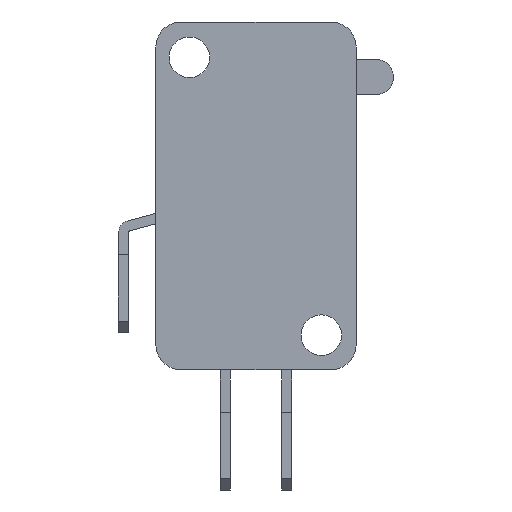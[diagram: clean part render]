
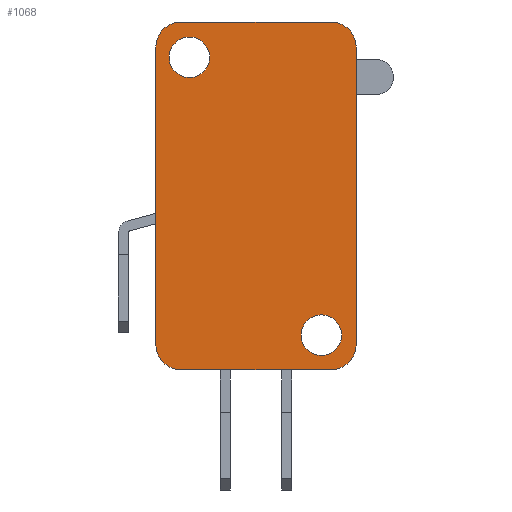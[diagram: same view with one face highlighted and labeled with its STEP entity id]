
A CAD part, left-side view. The second image highlights one B-rep face of the part: STEP entity #1068.
In plain terms, the highlighted planar face has unit normal (-1, 0, 0).
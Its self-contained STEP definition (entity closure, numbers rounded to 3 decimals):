
#21=FACE_BOUND('',#149,.T.);
#22=FACE_BOUND('',#150,.T.);
#35=PLANE('',#1159);
#85=FACE_OUTER_BOUND('',#148,.T.);
#148=EDGE_LOOP('',(#805,#806,#807,#808,#809,#810,#811,#812));
#149=EDGE_LOOP('',(#813));
#150=EDGE_LOOP('',(#814));
#207=LINE('',#1542,#336);
#219=LINE('',#1568,#348);
#233=LINE('',#1597,#362);
#239=LINE('',#1610,#368);
#336=VECTOR('',#1254,1000.);
#348=VECTOR('',#1270,1000.);
#362=VECTOR('',#1286,1000.);
#368=VECTOR('',#1294,1000.);
#460=CIRCLE('',#1135,1.625);
#462=CIRCLE('',#1138,1.625);
#474=CIRCLE('',#1160,2.);
#475=CIRCLE('',#1161,2.);
#476=CIRCLE('',#1162,2.);
#477=CIRCLE('',#1163,2.);
#484=VERTEX_POINT('',#1510);
#486=VERTEX_POINT('',#1516);
#494=VERTEX_POINT('',#1540);
#495=VERTEX_POINT('',#1541);
#506=VERTEX_POINT('',#1566);
#507=VERTEX_POINT('',#1567);
#520=VERTEX_POINT('',#1594);
#521=VERTEX_POINT('',#1596);
#526=VERTEX_POINT('',#1608);
#527=VERTEX_POINT('',#1609);
#586=EDGE_CURVE('',#484,#484,#460,.T.);
#589=EDGE_CURVE('',#486,#486,#462,.T.);
#601=EDGE_CURVE('',#494,#495,#207,.T.);
#613=EDGE_CURVE('',#506,#507,#219,.T.);
#627=EDGE_CURVE('',#520,#521,#233,.T.);
#633=EDGE_CURVE('',#526,#527,#239,.T.);
#641=EDGE_CURVE('',#520,#507,#474,.T.);
#642=EDGE_CURVE('',#506,#495,#475,.T.);
#643=EDGE_CURVE('',#494,#527,#476,.T.);
#644=EDGE_CURVE('',#526,#521,#477,.T.);
#805=ORIENTED_EDGE('',*,*,#627,.F.);
#806=ORIENTED_EDGE('',*,*,#641,.T.);
#807=ORIENTED_EDGE('',*,*,#613,.F.);
#808=ORIENTED_EDGE('',*,*,#642,.T.);
#809=ORIENTED_EDGE('',*,*,#601,.F.);
#810=ORIENTED_EDGE('',*,*,#643,.T.);
#811=ORIENTED_EDGE('',*,*,#633,.F.);
#812=ORIENTED_EDGE('',*,*,#644,.T.);
#813=ORIENTED_EDGE('',*,*,#586,.T.);
#814=ORIENTED_EDGE('',*,*,#589,.T.);
#1068=ADVANCED_FACE('',(#85,#21,#22),#35,.F.);
#1135=AXIS2_PLACEMENT_3D('',#1511,#1219,#1220);
#1138=AXIS2_PLACEMENT_3D('',#1517,#1226,#1227);
#1159=AXIS2_PLACEMENT_3D('',#1621,#1308,#1309);
#1160=AXIS2_PLACEMENT_3D('',#1622,#1310,#1311);
#1161=AXIS2_PLACEMENT_3D('',#1623,#1312,#1313);
#1162=AXIS2_PLACEMENT_3D('',#1624,#1314,#1315);
#1163=AXIS2_PLACEMENT_3D('',#1625,#1316,#1317);
#1219=DIRECTION('center_axis',(1.,0.,0.));
#1220=DIRECTION('ref_axis',(0.,0.,-1.));
#1226=DIRECTION('center_axis',(1.,0.,0.));
#1227=DIRECTION('ref_axis',(0.,0.,-1.));
#1254=DIRECTION('',(0.,0.,-1.));
#1270=DIRECTION('',(0.,1.,0.));
#1286=DIRECTION('',(0.,0.,1.));
#1294=DIRECTION('',(0.,-1.,0.));
#1308=DIRECTION('center_axis',(1.,0.,0.));
#1309=DIRECTION('ref_axis',(0.,0.,-1.));
#1310=DIRECTION('center_axis',(-1.,0.,0.));
#1311=DIRECTION('ref_axis',(0.,0.,-1.));
#1312=DIRECTION('center_axis',(-1.,0.,0.));
#1313=DIRECTION('ref_axis',(0.,0.,-1.));
#1314=DIRECTION('center_axis',(-1.,0.,0.));
#1315=DIRECTION('ref_axis',(0.,0.,-1.));
#1316=DIRECTION('center_axis',(-1.,0.,0.));
#1317=DIRECTION('ref_axis',(0.,0.,-1.));
#1510=CARTESIAN_POINT('',(-4.8,-5.225,-9.5));
#1511=CARTESIAN_POINT('Origin',(-4.8,-5.225,-11.125));
#1516=CARTESIAN_POINT('',(-4.8,5.325,12.7));
#1517=CARTESIAN_POINT('Origin',(-4.8,5.325,11.075));
#1540=CARTESIAN_POINT('',(-4.8,-8.,11.9));
#1541=CARTESIAN_POINT('',(-4.8,-8.,-11.9));
#1542=CARTESIAN_POINT('',(-4.8,-8.,13.9));
#1566=CARTESIAN_POINT('',(-4.8,-6.,-13.9));
#1567=CARTESIAN_POINT('',(-4.8,6.,-13.9));
#1568=CARTESIAN_POINT('',(-4.8,8.,-13.9));
#1594=CARTESIAN_POINT('',(-4.8,8.,-11.9));
#1596=CARTESIAN_POINT('',(-4.8,8.,11.9));
#1597=CARTESIAN_POINT('',(-4.8,8.,13.9));
#1608=CARTESIAN_POINT('',(-4.8,6.,13.9));
#1609=CARTESIAN_POINT('',(-4.8,-6.,13.9));
#1610=CARTESIAN_POINT('',(-4.8,8.,13.9));
#1621=CARTESIAN_POINT('Origin',(-4.8,0.,0.));
#1622=CARTESIAN_POINT('Origin',(-4.8,6.,-11.9));
#1623=CARTESIAN_POINT('Origin',(-4.8,-6.,-11.9));
#1624=CARTESIAN_POINT('Origin',(-4.8,-6.,11.9));
#1625=CARTESIAN_POINT('Origin',(-4.8,6.,11.9));
